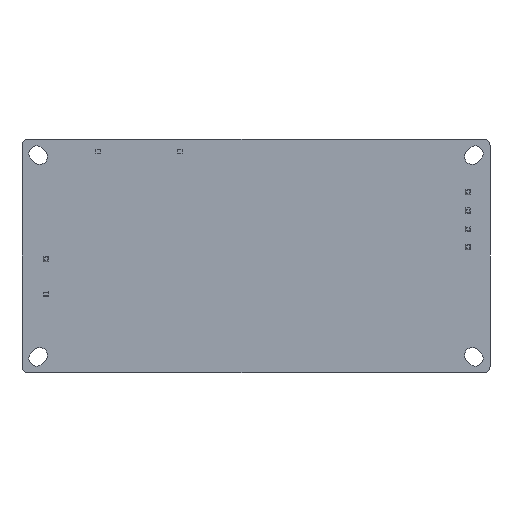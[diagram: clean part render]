
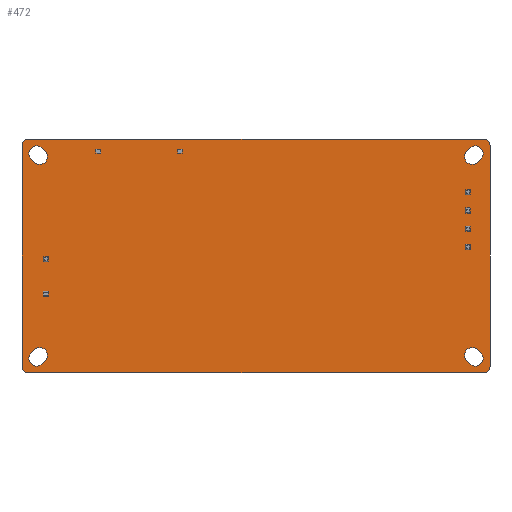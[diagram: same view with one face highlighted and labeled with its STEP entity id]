
A CAD part, front view. The second image highlights one B-rep face of the part: STEP entity #472.
In plain terms, the highlighted planar face has unit normal (0, -1, 0).
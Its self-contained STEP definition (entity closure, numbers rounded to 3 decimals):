
#1=DIRECTION('',(-0.707,0.,0.707));
#2=VECTOR('',#1,0.926);
#3=CARTESIAN_POINT('',(46.434,0.,-23.441));
#4=LINE('',#3,#2);
#5=CARTESIAN_POINT('',(47.636,0.,-22.239));
#6=DIRECTION('',(0.,1.,0.));
#7=DIRECTION('',(0.707,0.,0.707));
#8=AXIS2_PLACEMENT_3D('',#5,#6,#7);
#10=DIRECTION('',(0.707,0.,-0.707));
#11=VECTOR('',#10,0.926);
#12=CARTESIAN_POINT('',(48.183,0.,-20.382));
#13=LINE('',#12,#11);
#14=CARTESIAN_POINT('',(46.981,0.,-21.584));
#15=DIRECTION('',(0.,1.,0.));
#16=DIRECTION('',(-0.707,0.,-0.707));
#17=AXIS2_PLACEMENT_3D('',#14,#15,#16);
#19=CARTESIAN_POINT('',(47.636,0.,22.239));
#20=DIRECTION('',(0.,1.,0.));
#21=DIRECTION('',(-0.707,0.,0.707));
#22=AXIS2_PLACEMENT_3D('',#19,#20,#21);
#24=DIRECTION('',(0.707,0.,0.707));
#25=VECTOR('',#24,0.926);
#26=CARTESIAN_POINT('',(45.779,0.,22.786));
#27=LINE('',#26,#25);
#28=CARTESIAN_POINT('',(46.981,0.,21.584));
#29=DIRECTION('',(0.,1.,0.));
#30=DIRECTION('',(0.707,0.,-0.707));
#31=AXIS2_PLACEMENT_3D('',#28,#29,#30);
#33=DIRECTION('',(-0.707,0.,-0.707));
#34=VECTOR('',#33,0.926);
#35=CARTESIAN_POINT('',(48.838,0.,21.037));
#36=LINE('',#35,#34);
#37=CARTESIAN_POINT('',(-47.636,0.,-22.239));
#38=DIRECTION('',(0.,1.,0.));
#39=DIRECTION('',(0.707,0.,-0.707));
#40=AXIS2_PLACEMENT_3D('',#37,#38,#39);
#42=DIRECTION('',(-0.707,0.,-0.707));
#43=VECTOR('',#42,0.926);
#44=CARTESIAN_POINT('',(-45.779,0.,-22.786));
#45=LINE('',#44,#43);
#46=CARTESIAN_POINT('',(-46.981,0.,-21.584));
#47=DIRECTION('',(0.,1.,0.));
#48=DIRECTION('',(-0.707,0.,0.707));
#49=AXIS2_PLACEMENT_3D('',#46,#47,#48);
#51=DIRECTION('',(0.707,0.,0.707));
#52=VECTOR('',#51,0.926);
#53=CARTESIAN_POINT('',(-48.838,0.,-21.037));
#54=LINE('',#53,#52);
#55=DIRECTION('',(0.707,0.,-0.707));
#56=VECTOR('',#55,0.926);
#57=CARTESIAN_POINT('',(-46.434,0.,23.441));
#58=LINE('',#57,#56);
#59=CARTESIAN_POINT('',(-47.636,0.,22.239));
#60=DIRECTION('',(0.,1.,0.));
#61=DIRECTION('',(-0.707,0.,-0.707));
#62=AXIS2_PLACEMENT_3D('',#59,#60,#61);
#64=DIRECTION('',(-0.707,0.,0.707));
#65=VECTOR('',#64,0.926);
#66=CARTESIAN_POINT('',(-48.183,0.,20.382));
#67=LINE('',#66,#65);
#68=CARTESIAN_POINT('',(-46.981,0.,21.584));
#69=DIRECTION('',(0.,1.,0.));
#70=DIRECTION('',(0.707,0.,0.707));
#71=AXIS2_PLACEMENT_3D('',#68,#69,#70);
#73=CARTESIAN_POINT('',(49.386,0.,-23.986));
#74=DIRECTION('',(0.,-1.,0.));
#75=DIRECTION('',(0.,0.,-1.));
#76=AXIS2_PLACEMENT_3D('',#73,#74,#75);
#78=DIRECTION('',(-1.,0.,0.));
#79=VECTOR('',#78,98.772);
#80=CARTESIAN_POINT('',(49.386,0.,-25.4));
#81=LINE('',#80,#79);
#82=CARTESIAN_POINT('',(-49.386,0.,-23.986));
#83=DIRECTION('',(0.,-1.,0.));
#84=DIRECTION('',(-1.,0.,0.));
#85=AXIS2_PLACEMENT_3D('',#82,#83,#84);
#87=DIRECTION('',(0.,0.,1.));
#88=VECTOR('',#87,47.972);
#89=CARTESIAN_POINT('',(-50.8,0.,-23.986));
#90=LINE('',#89,#88);
#91=CARTESIAN_POINT('',(-49.386,0.,23.986));
#92=DIRECTION('',(0.,-1.,0.));
#93=DIRECTION('',(0.,0.,1.));
#94=AXIS2_PLACEMENT_3D('',#91,#92,#93);
#96=DIRECTION('',(1.,0.,0.));
#97=VECTOR('',#96,98.772);
#98=CARTESIAN_POINT('',(-49.386,0.,25.4));
#99=LINE('',#98,#97);
#100=CARTESIAN_POINT('',(49.386,0.,23.986));
#101=DIRECTION('',(0.,-1.,0.));
#102=DIRECTION('',(1.,0.,0.));
#103=AXIS2_PLACEMENT_3D('',#100,#101,#102);
#105=DIRECTION('',(0.,0.,-1.));
#106=VECTOR('',#105,47.972);
#107=CARTESIAN_POINT('',(50.8,0.,23.986));
#108=LINE('',#107,#106);
#313=CARTESIAN_POINT('',(46.434,0.,-23.441));
#314=CARTESIAN_POINT('',(45.779,0.,-22.786));
#315=VERTEX_POINT('',#313);
#316=VERTEX_POINT('',#314);
#317=CARTESIAN_POINT('',(48.183,0.,-20.382));
#318=VERTEX_POINT('',#317);
#319=CARTESIAN_POINT('',(48.838,0.,-21.037));
#320=VERTEX_POINT('',#319);
#321=CARTESIAN_POINT('',(46.434,0.,23.441));
#322=CARTESIAN_POINT('',(48.838,0.,21.037));
#323=VERTEX_POINT('',#321);
#324=VERTEX_POINT('',#322);
#325=CARTESIAN_POINT('',(48.183,0.,20.382));
#326=VERTEX_POINT('',#325);
#327=CARTESIAN_POINT('',(45.779,0.,22.786));
#328=VERTEX_POINT('',#327);
#329=CARTESIAN_POINT('',(-46.434,0.,-23.441));
#330=CARTESIAN_POINT('',(-48.838,0.,-21.037));
#331=VERTEX_POINT('',#329);
#332=VERTEX_POINT('',#330);
#333=CARTESIAN_POINT('',(-48.183,0.,-20.382));
#334=VERTEX_POINT('',#333);
#335=CARTESIAN_POINT('',(-45.779,0.,-22.786));
#336=VERTEX_POINT('',#335);
#337=CARTESIAN_POINT('',(-46.434,0.,23.441));
#338=CARTESIAN_POINT('',(-45.779,0.,22.786));
#339=VERTEX_POINT('',#337);
#340=VERTEX_POINT('',#338);
#341=CARTESIAN_POINT('',(-48.183,0.,20.382));
#342=VERTEX_POINT('',#341);
#343=CARTESIAN_POINT('',(-48.838,0.,21.037));
#344=VERTEX_POINT('',#343);
#377=CARTESIAN_POINT('',(49.386,0.,-25.4));
#378=CARTESIAN_POINT('',(50.8,0.,-23.986));
#379=VERTEX_POINT('',#377);
#380=VERTEX_POINT('',#378);
#385=CARTESIAN_POINT('',(50.8,0.,23.986));
#386=CARTESIAN_POINT('',(49.386,0.,25.4));
#387=VERTEX_POINT('',#385);
#388=VERTEX_POINT('',#386);
#393=CARTESIAN_POINT('',(-49.386,0.,25.4));
#394=CARTESIAN_POINT('',(-50.8,0.,23.986));
#395=VERTEX_POINT('',#393);
#396=VERTEX_POINT('',#394);
#401=CARTESIAN_POINT('',(-50.8,0.,-23.986));
#402=CARTESIAN_POINT('',(-49.386,0.,-25.4));
#403=VERTEX_POINT('',#401);
#404=VERTEX_POINT('',#402);
#409=CARTESIAN_POINT('',(0.,0.,0.));
#410=DIRECTION('',(0.,1.,0.));
#411=DIRECTION('',(1.,0.,0.));
#412=AXIS2_PLACEMENT_3D('',#409,#410,#411);
#413=PLANE('',#412);
#415=ORIENTED_EDGE('',*,*,#414,.F.);
#417=ORIENTED_EDGE('',*,*,#416,.T.);
#419=ORIENTED_EDGE('',*,*,#418,.F.);
#421=ORIENTED_EDGE('',*,*,#420,.T.);
#423=ORIENTED_EDGE('',*,*,#422,.F.);
#425=ORIENTED_EDGE('',*,*,#424,.T.);
#427=ORIENTED_EDGE('',*,*,#426,.F.);
#429=ORIENTED_EDGE('',*,*,#428,.T.);
#430=EDGE_LOOP('',(#415,#417,#419,#421,#423,#425,#427,#429));
#431=FACE_OUTER_BOUND('',#430,.F.);
#433=ORIENTED_EDGE('',*,*,#432,.F.);
#435=ORIENTED_EDGE('',*,*,#434,.F.);
#437=ORIENTED_EDGE('',*,*,#436,.F.);
#439=ORIENTED_EDGE('',*,*,#438,.F.);
#440=EDGE_LOOP('',(#433,#435,#437,#439));
#441=FACE_BOUND('',#440,.F.);
#443=ORIENTED_EDGE('',*,*,#442,.F.);
#445=ORIENTED_EDGE('',*,*,#444,.F.);
#447=ORIENTED_EDGE('',*,*,#446,.F.);
#449=ORIENTED_EDGE('',*,*,#448,.F.);
#450=EDGE_LOOP('',(#443,#445,#447,#449));
#451=FACE_BOUND('',#450,.F.);
#453=ORIENTED_EDGE('',*,*,#452,.F.);
#455=ORIENTED_EDGE('',*,*,#454,.F.);
#457=ORIENTED_EDGE('',*,*,#456,.F.);
#459=ORIENTED_EDGE('',*,*,#458,.F.);
#460=EDGE_LOOP('',(#453,#455,#457,#459));
#461=FACE_BOUND('',#460,.F.);
#463=ORIENTED_EDGE('',*,*,#462,.F.);
#465=ORIENTED_EDGE('',*,*,#464,.F.);
#467=ORIENTED_EDGE('',*,*,#466,.F.);
#469=ORIENTED_EDGE('',*,*,#468,.F.);
#470=EDGE_LOOP('',(#463,#465,#467,#469));
#471=FACE_BOUND('',#470,.F.);
#9=CIRCLE('',#8,1.7);
#18=CIRCLE('',#17,1.7);
#23=CIRCLE('',#22,1.7);
#32=CIRCLE('',#31,1.7);
#41=CIRCLE('',#40,1.7);
#50=CIRCLE('',#49,1.7);
#63=CIRCLE('',#62,1.7);
#72=CIRCLE('',#71,1.7);
#77=CIRCLE('',#76,1.414);
#86=CIRCLE('',#85,1.414);
#95=CIRCLE('',#94,1.414);
#104=CIRCLE('',#103,1.414);
#414=EDGE_CURVE('',#379,#380,#77,.T.);
#416=EDGE_CURVE('',#379,#404,#81,.T.);
#418=EDGE_CURVE('',#403,#404,#86,.T.);
#420=EDGE_CURVE('',#403,#396,#90,.T.);
#422=EDGE_CURVE('',#395,#396,#95,.T.);
#424=EDGE_CURVE('',#395,#388,#99,.T.);
#426=EDGE_CURVE('',#387,#388,#104,.T.);
#428=EDGE_CURVE('',#387,#380,#108,.T.);
#432=EDGE_CURVE('',#323,#324,#23,.T.);
#434=EDGE_CURVE('',#328,#323,#27,.T.);
#436=EDGE_CURVE('',#326,#328,#32,.T.);
#438=EDGE_CURVE('',#324,#326,#36,.T.);
#442=EDGE_CURVE('',#331,#332,#41,.T.);
#444=EDGE_CURVE('',#336,#331,#45,.T.);
#446=EDGE_CURVE('',#334,#336,#50,.T.);
#448=EDGE_CURVE('',#332,#334,#54,.T.);
#452=EDGE_CURVE('',#339,#340,#58,.T.);
#454=EDGE_CURVE('',#344,#339,#63,.T.);
#456=EDGE_CURVE('',#342,#344,#67,.T.);
#458=EDGE_CURVE('',#340,#342,#72,.T.);
#462=EDGE_CURVE('',#315,#316,#4,.T.);
#464=EDGE_CURVE('',#320,#315,#9,.T.);
#466=EDGE_CURVE('',#318,#320,#13,.T.);
#468=EDGE_CURVE('',#316,#318,#18,.T.);
#472=ADVANCED_FACE('',(#431,#441,#451,#461,#471),#413,.F.);
